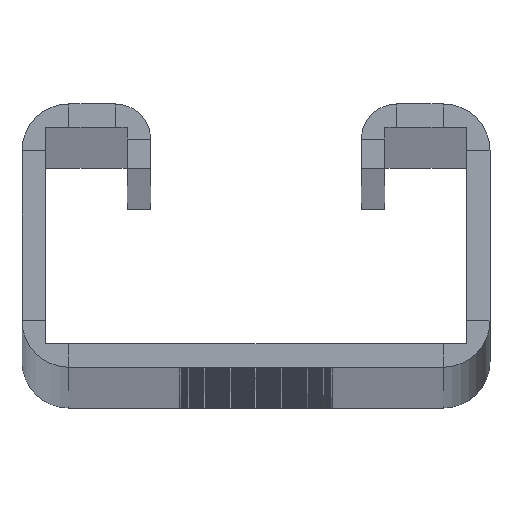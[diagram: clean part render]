
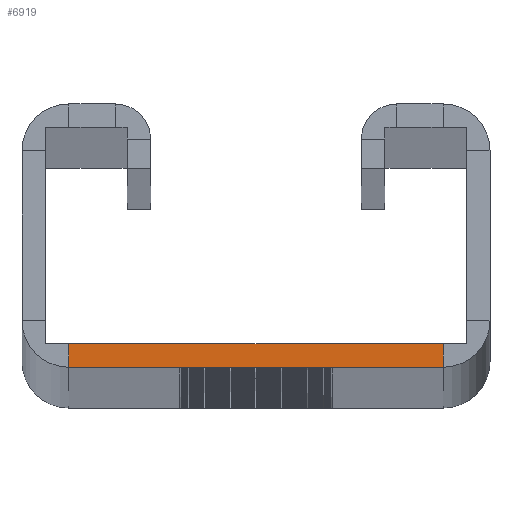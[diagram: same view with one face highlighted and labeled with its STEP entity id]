
A CAD part, top view. The second image highlights one B-rep face of the part: STEP entity #6919.
In plain terms, the highlighted planar face has unit normal (0, 0, 1).
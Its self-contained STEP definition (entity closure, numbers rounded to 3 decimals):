
#81 = CARTESIAN_POINT ( 'NONE',  ( 16., 2., 2000. ) ) ;
#135 = CARTESIAN_POINT ( 'NONE',  ( 16., 0., 2000. ) ) ;
#668 = LINE ( 'NONE', #3336, #6832 ) ;
#717 = LINE ( 'NONE', #135, #2791 ) ;
#925 = VERTEX_POINT ( 'NONE', #5789 ) ;
#928 = ORIENTED_EDGE ( 'NONE', *, *, #980, .T. ) ;
#955 = ORIENTED_EDGE ( 'NONE', *, *, #1043, .T. ) ;
#980 = EDGE_CURVE ( 'NONE', #7552, #3024, #717, .T. ) ;
#984 = EDGE_LOOP ( 'NONE', ( #1806, #928, #6951, #955 ) ) ;
#992 = CARTESIAN_POINT ( 'NONE',  ( 18., 4., 2000. ) ) ;
#1043 = EDGE_CURVE ( 'NONE', #6640, #925, #7230, .T. ) ;
#1433 = DIRECTION ( 'NONE',  ( 0., 1., 0. ) ) ;
#1583 = DIRECTION ( 'NONE',  ( 0., 0., 1. ) ) ;
#1806 = ORIENTED_EDGE ( 'NONE', *, *, #2598, .F. ) ;
#2096 = CARTESIAN_POINT ( 'NONE',  ( 20., 2., 2000. ) ) ;
#2212 = PLANE ( 'NONE',  #7064 ) ;
#2598 = EDGE_CURVE ( 'NONE', #7552, #925, #668, .T. ) ;
#2619 = DIRECTION ( 'NONE',  ( -1., 0., 0. ) ) ;
#2791 = VECTOR ( 'NONE', #1433, 1000. ) ;
#2896 = DIRECTION ( 'NONE',  ( 1., 0., 0. ) ) ;
#3024 = VERTEX_POINT ( 'NONE', #81 ) ;
#3336 = CARTESIAN_POINT ( 'NONE',  ( -20., 0., 2000. ) ) ;
#3505 = DIRECTION ( 'NONE',  ( -1., 0., 0. ) ) ;
#3684 = EDGE_CURVE ( 'NONE', #3024, #6640, #7351, .T. ) ;
#4013 = CARTESIAN_POINT ( 'NONE',  ( -16., 2., 2000. ) ) ;
#4333 = VECTOR ( 'NONE', #3505, 1000. ) ;
#5083 = VECTOR ( 'NONE', #7747, 1000. ) ;
#5632 = FACE_OUTER_BOUND ( 'NONE', #984, .T. ) ;
#5789 = CARTESIAN_POINT ( 'NONE',  ( -16., 0., 2000. ) ) ;
#6640 = VERTEX_POINT ( 'NONE', #8317 ) ;
#6706 = CARTESIAN_POINT ( 'NONE',  ( 16., 0., 2000. ) ) ;
#6832 = VECTOR ( 'NONE', #2619, 1000. ) ;
#6919 = ADVANCED_FACE ( 'NONE', ( #5632 ), #2212, .T. ) ;
#6951 = ORIENTED_EDGE ( 'NONE', *, *, #3684, .T. ) ;
#7064 = AXIS2_PLACEMENT_3D ( 'NONE', #992, #1583, #2896 ) ;
#7230 = LINE ( 'NONE', #4013, #5083 ) ;
#7351 = LINE ( 'NONE', #2096, #4333 ) ;
#7552 = VERTEX_POINT ( 'NONE', #6706 ) ;
#7747 = DIRECTION ( 'NONE',  ( 0., -1., 0. ) ) ;
#8317 = CARTESIAN_POINT ( 'NONE',  ( -16., 2., 2000. ) ) ;
